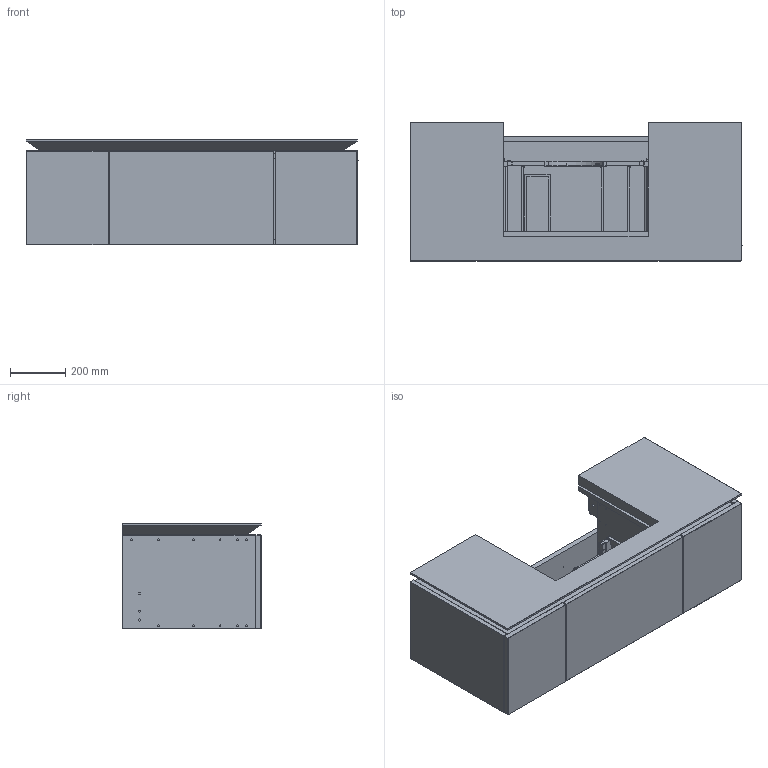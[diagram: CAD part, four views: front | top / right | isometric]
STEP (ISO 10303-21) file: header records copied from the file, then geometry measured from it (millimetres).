
FILE_DESCRIPTION(/* description */ (''),/* implementation_level */ '2;1');
FILE_NAME(/* name */ 'B68200_B682L0.stp',/* time_stamp */ '2024-02-22T10:49:31+01:00',/* author */ ('schmidtkonj'),/* organization */ (''),/* preprocessor_version */ 'ST-DEVELOPER v18.1',/* originating_system */ 'Autodesk Inventor 2021',/* authorisation */ '');
FILE_SCHEMA (('AUTOMOTIVE_DESIGN { 1 0 10303 214 3 1 1 }'));
Products named in the file (1): B68200_B682L0
Bounding box: 1202.5 x 500 x 381.8 mm (x, y, z)
Volume: 63060228.3 mm3; surface area: 8356160.9 mm2
Topology: 123 solids, 123 shells, 6138 faces, 16302 edges, 10807 vertices
Faces by surface type: plane 3147, cylinder 1758, cone 940, bspline 212, sphere 53, torus 28
Full cylindrical faces by diameter (mm): 3 x68, 5 x29, 6 x12, 6.5 x6, 7 x4, 8 x64, 8.01 x48, 10 x20, 14 x5, 30 x4
Entity records: 222279 total; most frequent: CARTESIAN_POINT 65975, DIRECTION 32663, ORIENTED_EDGE 32540, EDGE_CURVE 16270, AXIS2_PLACEMENT_3D 11581, VERTEX_POINT 10807, LINE 9501, VECTOR 9501
